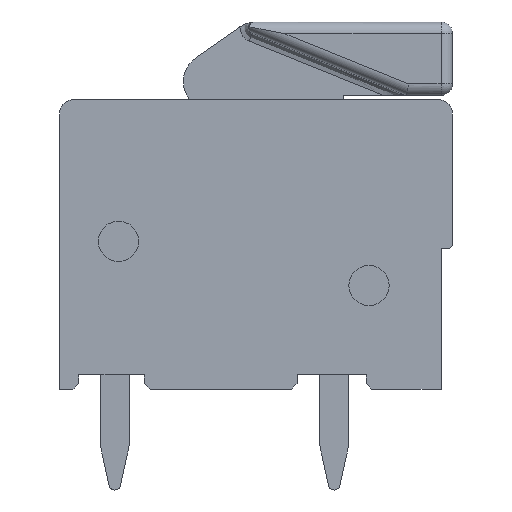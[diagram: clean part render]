
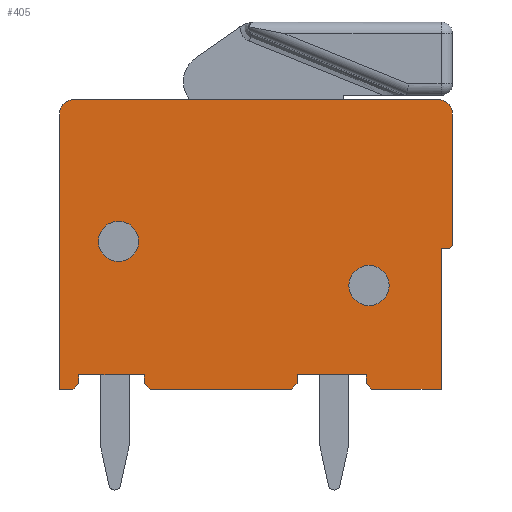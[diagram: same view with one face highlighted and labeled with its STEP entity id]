
A CAD part, left-side view. The second image highlights one B-rep face of the part: STEP entity #405.
In plain terms, the highlighted planar face has unit normal (-1, 0, 0).
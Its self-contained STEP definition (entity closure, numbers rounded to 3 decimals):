
#405=ADVANCED_FACE('',(#884,#885,#886),#887,.F.);
#884=FACE_OUTER_BOUND('',#1439,.T.);
#885=FACE_BOUND('',#1440,.T.);
#886=FACE_BOUND('',#1441,.T.);
#887=PLANE('',#1442);
#1439=EDGE_LOOP('',(#2694,#2695,#2696,#2697,#2698,#2699,#2700,#2701,#2702,#2703,#2704,#2705,#2706,#2707,#2708,#2709,#2710,#2711,#2712,#2713,#2714));
#1440=EDGE_LOOP('',(#2715,#2716));
#1441=EDGE_LOOP('',(#2717,#2718));
#1442=AXIS2_PLACEMENT_3D('',#2719,#2720,#2721);
#2694=ORIENTED_EDGE('',*,*,#3456,.T.);
#2695=ORIENTED_EDGE('',*,*,#3477,.T.);
#2696=ORIENTED_EDGE('',*,*,#3495,.F.);
#2697=ORIENTED_EDGE('',*,*,#3480,.T.);
#2698=ORIENTED_EDGE('',*,*,#3762,.T.);
#2699=ORIENTED_EDGE('',*,*,#3488,.T.);
#2700=ORIENTED_EDGE('',*,*,#3498,.F.);
#2701=ORIENTED_EDGE('',*,*,#3452,.T.);
#2702=ORIENTED_EDGE('',*,*,#3515,.F.);
#2703=ORIENTED_EDGE('',*,*,#3709,.T.);
#2704=ORIENTED_EDGE('',*,*,#3701,.T.);
#2705=ORIENTED_EDGE('',*,*,#3733,.T.);
#2706=ORIENTED_EDGE('',*,*,#3502,.F.);
#2707=ORIENTED_EDGE('',*,*,#3511,.T.);
#2708=ORIENTED_EDGE('',*,*,#3764,.T.);
#2709=ORIENTED_EDGE('',*,*,#3745,.T.);
#2710=ORIENTED_EDGE('',*,*,#3505,.T.);
#2711=ORIENTED_EDGE('',*,*,#3447,.T.);
#2712=ORIENTED_EDGE('',*,*,#3546,.F.);
#2713=ORIENTED_EDGE('',*,*,#3432,.T.);
#2714=ORIENTED_EDGE('',*,*,#3530,.F.);
#2715=ORIENTED_EDGE('',*,*,#3770,.F.);
#2716=ORIENTED_EDGE('',*,*,#3791,.F.);
#2717=ORIENTED_EDGE('',*,*,#3549,.F.);
#2718=ORIENTED_EDGE('',*,*,#3676,.F.);
#2719=CARTESIAN_POINT('',(0.0,-18.225,-8.198));
#2720=DIRECTION('',(1.0,0.,0.));
#2721=DIRECTION('',(0.,1.0,0.));
#3432=EDGE_CURVE('',#4086,#4083,#4087,.T.);
#3447=EDGE_CURVE('',#4101,#4113,#4115,.T.);
#3452=EDGE_CURVE('',#4124,#4122,#4125,.T.);
#3456=EDGE_CURVE('',#4130,#4131,#4132,.T.);
#3477=EDGE_CURVE('',#4131,#4163,#4165,.T.);
#3480=EDGE_CURVE('',#4168,#4169,#4170,.T.);
#3488=EDGE_CURVE('',#4180,#4181,#4182,.T.);
#3495=EDGE_CURVE('',#4168,#4163,#4193,.T.);
#3498=EDGE_CURVE('',#4124,#4181,#4196,.T.);
#3502=EDGE_CURVE('',#4201,#4203,#4204,.T.);
#3505=EDGE_CURVE('',#4207,#4101,#4208,.T.);
#3511=EDGE_CURVE('',#4201,#4215,#4217,.T.);
#3515=EDGE_CURVE('',#4221,#4122,#4223,.T.);
#3530=EDGE_CURVE('',#4130,#4083,#4244,.T.);
#3546=EDGE_CURVE('',#4086,#4113,#4269,.T.);
#3549=EDGE_CURVE('',#4272,#4273,#4274,.T.);
#3676=EDGE_CURVE('',#4273,#4272,#4467,.T.);
#3701=EDGE_CURVE('',#4505,#4503,#4506,.T.);
#3709=EDGE_CURVE('',#4221,#4505,#4516,.T.);
#3733=EDGE_CURVE('',#4503,#4203,#4546,.T.);
#3745=EDGE_CURVE('',#4561,#4207,#4562,.T.);
#3762=EDGE_CURVE('',#4169,#4180,#4581,.T.);
#3764=EDGE_CURVE('',#4215,#4561,#4583,.T.);
#3770=EDGE_CURVE('',#4590,#4592,#4593,.T.);
#3791=EDGE_CURVE('',#4592,#4590,#4615,.T.);
#4083=VERTEX_POINT('',#5039);
#4086=VERTEX_POINT('',#5043);
#4087=LINE('',#5044,#5045);
#4101=VERTEX_POINT('',#5065);
#4113=VERTEX_POINT('',#5083);
#4115=LINE('',#5086,#5087);
#4122=VERTEX_POINT('',#5094);
#4124=VERTEX_POINT('',#5097);
#4125=LINE('',#5098,#5099);
#4130=VERTEX_POINT('',#5106);
#4131=VERTEX_POINT('',#5107);
#4132=LINE('',#5108,#5109);
#4163=VERTEX_POINT('',#5151);
#4165=LINE('',#5154,#5155);
#4168=VERTEX_POINT('',#5159);
#4169=VERTEX_POINT('',#5160);
#4170=LINE('',#5161,#5162);
#4180=VERTEX_POINT('',#5177);
#4181=VERTEX_POINT('',#5178);
#4182=LINE('',#5179,#5180);
#4193=LINE('',#5196,#5197);
#4196=LINE('',#5201,#5202);
#4201=VERTEX_POINT('',#5208);
#4203=VERTEX_POINT('',#5211);
#4204=LINE('',#5212,#5213);
#4207=VERTEX_POINT('',#5217);
#4208=CIRCLE('',#5218,0.2);
#4215=VERTEX_POINT('',#5227);
#4217=LINE('',#5230,#5231);
#4221=VERTEX_POINT('',#5236);
#4223=LINE('',#5239,#5240);
#4244=CIRCLE('',#5268,0.5);
#4269=CIRCLE('',#5303,0.5);
#4272=VERTEX_POINT('',#5306);
#4273=VERTEX_POINT('',#5307);
#4274=CIRCLE('',#5308,0.7);
#4467=CIRCLE('',#5567,0.7);
#4503=VERTEX_POINT('',#5619);
#4505=VERTEX_POINT('',#5622);
#4506=LINE('',#5623,#5624);
#4516=LINE('',#5639,#5640);
#4546=LINE('',#5686,#5687);
#4561=VERTEX_POINT('',#5709);
#4562=LINE('',#5710,#5711);
#4581=LINE('',#5740,#5741);
#4583=LINE('',#5743,#5744);
#4590=VERTEX_POINT('',#5751);
#4592=VERTEX_POINT('',#5754);
#4593=CIRCLE('',#5755,0.7);
#4615=CIRCLE('',#5784,0.7);
#5039=CARTESIAN_POINT('',(0.,12.75,10.05));
#5043=CARTESIAN_POINT('',(0.,0.1,10.05));
#5044=CARTESIAN_POINT('',(0.,-0.4,10.05));
#5045=VECTOR('',#6705,1.0);
#5065=CARTESIAN_POINT('',(0.,-0.4,5.07));
#5083=CARTESIAN_POINT('',(0.,-0.4,9.55));
#5086=CARTESIAN_POINT('',(0.,-0.4,0.0));
#5087=VECTOR('',#6719,1.0);
#5094=CARTESIAN_POINT('',(0.,5.2,0.0));
#5097=CARTESIAN_POINT('',(0.,10.1,0.));
#5098=CARTESIAN_POINT('',(0.,13.25,0.0));
#5099=VECTOR('',#6727,1.0);
#5106=CARTESIAN_POINT('',(0.,13.25,9.55));
#5107=CARTESIAN_POINT('',(0.,13.25,0.0));
#5108=CARTESIAN_POINT('',(0.,13.25,10.05));
#5109=VECTOR('',#6730,1.0);
#5151=CARTESIAN_POINT('',(0.,12.78,0.0));
#5154=CARTESIAN_POINT('',(0.,13.25,0.0));
#5155=VECTOR('',#6755,1.0);
#5159=CARTESIAN_POINT('',(0.,12.58,0.2));
#5160=CARTESIAN_POINT('',(0.,12.58,0.5));
#5161=CARTESIAN_POINT('',(0.,12.58,-8.198));
#5162=VECTOR('',#6757,1.0);
#5177=CARTESIAN_POINT('',(0.,10.3,0.5));
#5178=CARTESIAN_POINT('',(0.,10.3,0.2));
#5179=CARTESIAN_POINT('',(0.,10.3,-8.198));
#5180=VECTOR('',#6763,1.0);
#5196=CARTESIAN_POINT('',(0.,20.978,-8.198));
#5197=VECTOR('',#6769,1.0);
#5201=CARTESIAN_POINT('',(0.,1.902,-8.198));
#5202=VECTOR('',#6771,1.0);
#5208=CARTESIAN_POINT('',(0.,2.4,0.0));
#5211=CARTESIAN_POINT('',(0.,2.6,0.2));
#5212=CARTESIAN_POINT('',(0.,-5.798,-8.198));
#5213=VECTOR('',#6774,1.0);
#5217=CARTESIAN_POINT('',(0.,-0.2,4.87));
#5218=AXIS2_PLACEMENT_3D('',#6776,#6777,#6778);
#5227=CARTESIAN_POINT('',(0.,0.0,0.0));
#5230=CARTESIAN_POINT('',(0.,13.25,0.0));
#5231=VECTOR('',#6785,1.0);
#5236=CARTESIAN_POINT('',(0.,5.0,0.2));
#5239=CARTESIAN_POINT('',(0.,13.398,-8.198));
#5240=VECTOR('',#6788,1.0);
#5268=AXIS2_PLACEMENT_3D('',#6805,#6806,#6807);
#5303=AXIS2_PLACEMENT_3D('',#6821,#6822,#6823);
#5306=CARTESIAN_POINT('',(0.,3.2,3.6));
#5307=CARTESIAN_POINT('',(0.,1.8,3.6));
#5308=AXIS2_PLACEMENT_3D('',#6827,#6828,#6829);
#5567=AXIS2_PLACEMENT_3D('',#6980,#6981,#6982);
#5619=CARTESIAN_POINT('',(0.,2.6,0.5));
#5622=CARTESIAN_POINT('',(0.,5.0,0.5));
#5623=CARTESIAN_POINT('',(0.,-18.225,0.5));
#5624=VECTOR('',#7000,1.0);
#5639=CARTESIAN_POINT('',(0.,5.0,-8.198));
#5640=VECTOR('',#7006,1.0);
#5686=CARTESIAN_POINT('',(0.,2.6,-8.198));
#5687=VECTOR('',#7023,1.0);
#5709=CARTESIAN_POINT('',(0.,0.0,4.87));
#5710=CARTESIAN_POINT('',(0.,-18.225,4.87));
#5711=VECTOR('',#7031,1.0);
#5740=CARTESIAN_POINT('',(0.,-18.225,0.5));
#5741=VECTOR('',#7042,1.0);
#5743=CARTESIAN_POINT('',(0.,0.0,-8.198));
#5744=VECTOR('',#7043,1.0);
#5751=CARTESIAN_POINT('',(0.,11.9,5.13));
#5754=CARTESIAN_POINT('',(0.,10.5,5.13));
#5755=AXIS2_PLACEMENT_3D('',#7051,#7052,#7053);
#5784=AXIS2_PLACEMENT_3D('',#7067,#7068,#7069);
#6705=DIRECTION('',(0.,1.0,0.));
#6719=DIRECTION('',(0.,0.,1.0));
#6727=DIRECTION('',(0.,-1.0,0.));
#6730=DIRECTION('',(0.,0.,-1.0));
#6755=DIRECTION('',(0.,-1.0,0.));
#6757=DIRECTION('',(0.,0.,1.0));
#6763=DIRECTION('',(0.,0.,-1.0));
#6769=DIRECTION('',(0.0,0.707,-0.707));
#6771=DIRECTION('',(0.,0.707,0.707));
#6774=DIRECTION('',(0.,0.707,0.707));
#6776=CARTESIAN_POINT('',(0.,-0.2,5.07));
#6777=DIRECTION('',(-1.0,0.,0.));
#6778=DIRECTION('',(0.,-1.0,0.));
#6785=DIRECTION('',(0.,-1.0,0.));
#6788=DIRECTION('',(0.0,0.707,-0.707));
#6805=CARTESIAN_POINT('',(0.,12.75,9.55));
#6806=DIRECTION('',(1.0,0.,0.));
#6807=DIRECTION('',(0.,1.0,0.));
#6821=CARTESIAN_POINT('',(0.,0.1,9.55));
#6822=DIRECTION('',(1.0,0.,0.));
#6823=DIRECTION('',(0.,1.0,0.));
#6827=CARTESIAN_POINT('',(0.,2.5,3.6));
#6828=DIRECTION('',(-1.0,0.,0.));
#6829=DIRECTION('',(0.,-1.0,0.));
#6980=CARTESIAN_POINT('',(0.,2.5,3.6));
#6981=DIRECTION('',(-1.0,0.,0.));
#6982=DIRECTION('',(0.,-1.0,0.));
#7000=DIRECTION('',(0.,-1.0,0.));
#7006=DIRECTION('',(0.,0.,1.0));
#7023=DIRECTION('',(0.,0.,-1.0));
#7031=DIRECTION('',(0.,-1.0,0.));
#7042=DIRECTION('',(0.,-1.0,0.));
#7043=DIRECTION('',(0.,0.,1.0));
#7051=CARTESIAN_POINT('',(0.,11.2,5.13));
#7052=DIRECTION('',(-1.0,0.,0.));
#7053=DIRECTION('',(0.,-1.0,0.));
#7067=CARTESIAN_POINT('',(0.,11.2,5.13));
#7068=DIRECTION('',(-1.0,0.,0.));
#7069=DIRECTION('',(0.,-1.0,0.));
